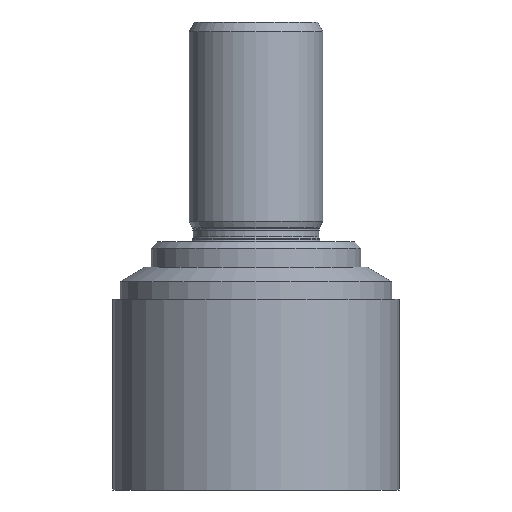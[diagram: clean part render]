
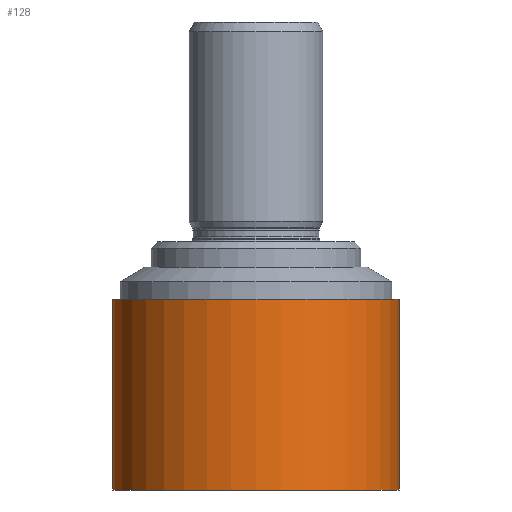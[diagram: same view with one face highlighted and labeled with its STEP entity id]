
A CAD part, front view. The second image highlights one B-rep face of the part: STEP entity #128.
In plain terms, the highlighted cylindrical face has radius 7.5 mm (diameter 15 mm), a full revolution.
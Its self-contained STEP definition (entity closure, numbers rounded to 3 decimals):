
#60=CYLINDRICAL_SURFACE('',#340,7.5);
#95=FACE_BOUND('',#175,.T.);
#96=FACE_BOUND('',#176,.T.);
#128=ADVANCED_FACE('',(#95,#96),#60,.T.);
#175=EDGE_LOOP('',(#221));
#176=EDGE_LOOP('',(#222));
#221=ORIENTED_EDGE('',*,*,#278,.F.);
#222=ORIENTED_EDGE('',*,*,#279,.T.);
#255=VERTEX_POINT('',#498);
#256=VERTEX_POINT('',#500);
#278=EDGE_CURVE('',#255,#255,#301,.T.);
#279=EDGE_CURVE('',#256,#256,#302,.T.);
#301=CIRCLE('',#338,7.5);
#302=CIRCLE('',#339,7.5);
#338=AXIS2_PLACEMENT_3D('',#497,#413,#414);
#339=AXIS2_PLACEMENT_3D('',#499,#415,#416);
#340=AXIS2_PLACEMENT_3D('',#501,#417,#418);
#413=DIRECTION('',(0.,0.,1.));
#414=DIRECTION('',(1.,0.,0.));
#415=DIRECTION('',(0.,0.,1.));
#416=DIRECTION('',(1.,0.,0.));
#417=DIRECTION('',(0.,0.,1.));
#418=DIRECTION('',(1.,0.,0.));
#497=CARTESIAN_POINT('',(0.,0.,-2.998));
#498=CARTESIAN_POINT('',(7.5,0.,-2.998));
#499=CARTESIAN_POINT('',(0.,0.,-12.998));
#500=CARTESIAN_POINT('',(7.5,0.,-12.998));
#501=CARTESIAN_POINT('',(0.,0.,-12.851));
